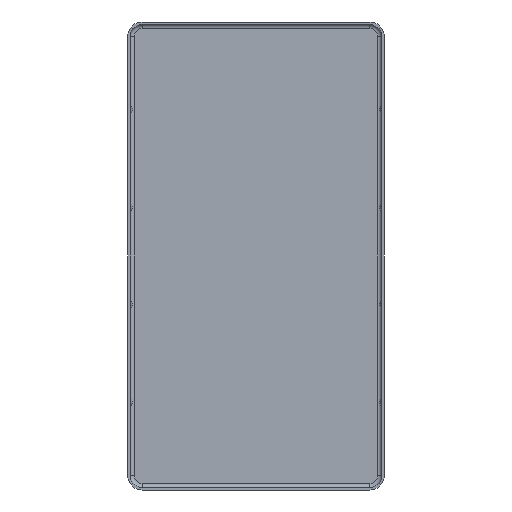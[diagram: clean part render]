
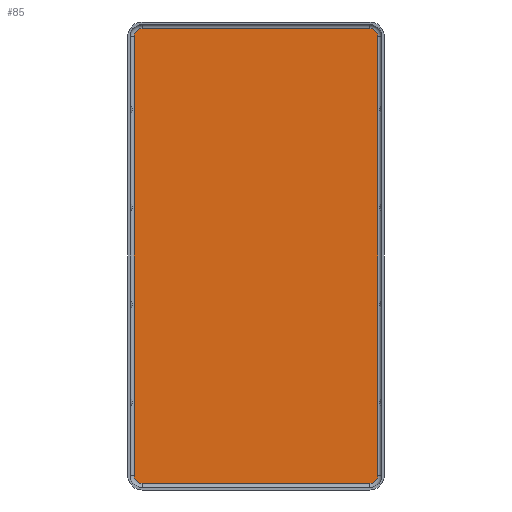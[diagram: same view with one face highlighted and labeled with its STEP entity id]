
A CAD part, front view. The second image highlights one B-rep face of the part: STEP entity #85.
In plain terms, the highlighted planar face has unit normal (0, -1, 0).
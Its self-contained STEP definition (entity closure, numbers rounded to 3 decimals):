
#85 = ADVANCED_FACE( 'NONE', ( #217 ), #218, .T. );
#217 = FACE_OUTER_BOUND( '', #394, .T. );
#218 = PLANE( '', #395 );
#394 = EDGE_LOOP( '', ( #584, #585, #586, #587, #588, #589, #590, #591 ) );
#395 = AXIS2_PLACEMENT_3D( '', #592, #593, #594 );
#584 = ORIENTED_EDGE( '', *, *, #963, .F. );
#585 = ORIENTED_EDGE( '', *, *, #964, .F. );
#586 = ORIENTED_EDGE( '', *, *, #965, .F. );
#587 = ORIENTED_EDGE( '', *, *, #966, .T. );
#588 = ORIENTED_EDGE( '', *, *, #967, .T. );
#589 = ORIENTED_EDGE( '', *, *, #968, .F. );
#590 = ORIENTED_EDGE( '', *, *, #969, .T. );
#591 = ORIENTED_EDGE( '', *, *, #970, .T. );
#592 = CARTESIAN_POINT( '', ( 14., 0., -27. ) );
#593 = DIRECTION( '', ( 0., -1., 0. ) );
#594 = DIRECTION( '', ( 0., 0., -1. ) );
#963 = EDGE_CURVE( 'NONE', #1130, #1131, #1132, .T. );
#964 = EDGE_CURVE( 'NONE', #1133, #1130, #1134, .T. );
#965 = EDGE_CURVE( 'NONE', #1135, #1133, #1136, .T. );
#966 = EDGE_CURVE( 'NONE', #1135, #1137, #1138, .T. );
#967 = EDGE_CURVE( 'NONE', #1137, #1139, #1140, .T. );
#968 = EDGE_CURVE( 'NONE', #1141, #1139, #1142, .T. );
#969 = EDGE_CURVE( 'NONE', #1141, #1143, #1144, .T. );
#970 = EDGE_CURVE( 'NONE', #1143, #1131, #1145, .T. );
#1130 = VERTEX_POINT( 'NONE', #1351 );
#1131 = VERTEX_POINT( 'NONE', #1352 );
#1132 = LINE( '', #1353, #1354 );
#1133 = VERTEX_POINT( 'NONE', #1355 );
#1134 = CIRCLE( '', #1356, 1. );
#1135 = VERTEX_POINT( 'NONE', #1357 );
#1136 = LINE( '', #1358, #1359 );
#1137 = VERTEX_POINT( 'NONE', #1360 );
#1138 = CIRCLE( '', #1361, 1. );
#1139 = VERTEX_POINT( 'NONE', #1362 );
#1140 = LINE( '', #1363, #1364 );
#1141 = VERTEX_POINT( 'NONE', #1365 );
#1142 = CIRCLE( '', #1366, 1. );
#1143 = VERTEX_POINT( 'NONE', #1367 );
#1144 = LINE( '', #1368, #1369 );
#1145 = CIRCLE( '', #1370, 1. );
#1351 = CARTESIAN_POINT( '', ( 14., 0., -28. ) );
#1352 = CARTESIAN_POINT( '', ( -14., 0., -28. ) );
#1353 = CARTESIAN_POINT( '', ( 14., 0., -28. ) );
#1354 = VECTOR( '', #1586, 1000. );
#1355 = CARTESIAN_POINT( '', ( 15., 0., -27. ) );
#1356 = AXIS2_PLACEMENT_3D( '', #1587, #1588, #1589 );
#1357 = CARTESIAN_POINT( '', ( 15., 0., 27. ) );
#1358 = CARTESIAN_POINT( '', ( 15., 0., 0. ) );
#1359 = VECTOR( '', #1590, 1000. );
#1360 = CARTESIAN_POINT( '', ( 14., 0., 28. ) );
#1361 = AXIS2_PLACEMENT_3D( '', #1591, #1592, #1593 );
#1362 = CARTESIAN_POINT( '', ( -14., 0., 28. ) );
#1363 = CARTESIAN_POINT( '', ( 14., 0., 28. ) );
#1364 = VECTOR( '', #1594, 1000. );
#1365 = CARTESIAN_POINT( '', ( -15., 0., 27. ) );
#1366 = AXIS2_PLACEMENT_3D( '', #1595, #1596, #1597 );
#1367 = CARTESIAN_POINT( '', ( -15., 0., -27. ) );
#1368 = CARTESIAN_POINT( '', ( -15., 0., 0. ) );
#1369 = VECTOR( '', #1598, 1000. );
#1370 = AXIS2_PLACEMENT_3D( '', #1599, #1600, #1601 );
#1586 = DIRECTION( '', ( -1., 0., 0. ) );
#1587 = CARTESIAN_POINT( '', ( 14., 0., -27. ) );
#1588 = DIRECTION( '', ( 0., 1., 0. ) );
#1589 = DIRECTION( '', ( 0., 0., 1. ) );
#1590 = DIRECTION( '', ( 0., 0., -1. ) );
#1591 = CARTESIAN_POINT( '', ( 14., 0., 27. ) );
#1592 = DIRECTION( '', ( 0., -1., 0. ) );
#1593 = DIRECTION( '', ( 0., 0., -1. ) );
#1594 = DIRECTION( '', ( -1., 0., 0. ) );
#1595 = CARTESIAN_POINT( '', ( -14., 0., 27. ) );
#1596 = DIRECTION( '', ( 0., 1., 0. ) );
#1597 = DIRECTION( '', ( 0., 0., -1. ) );
#1598 = DIRECTION( '', ( 0., 0., -1. ) );
#1599 = CARTESIAN_POINT( '', ( -14., 0., -27. ) );
#1600 = DIRECTION( '', ( 0., -1., 0. ) );
#1601 = DIRECTION( '', ( 0., 0., 1. ) );
